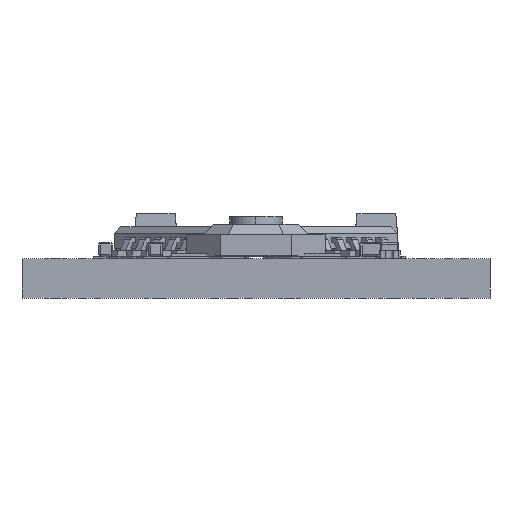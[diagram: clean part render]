
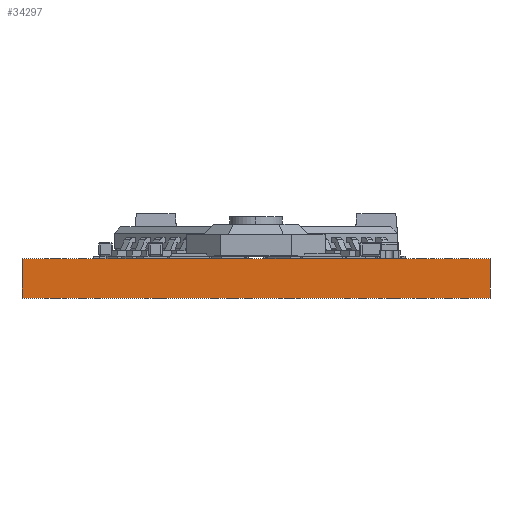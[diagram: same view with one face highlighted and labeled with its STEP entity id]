
A CAD part, front view. The second image highlights one B-rep face of the part: STEP entity #34297.
In plain terms, the highlighted planar face has unit normal (0, -1, 0).
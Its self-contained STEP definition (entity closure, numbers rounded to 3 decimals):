
#32099 = VERTEX_POINT('',#32100);
#32100 = CARTESIAN_POINT('',(17.78,0.,1.5));
#32117 = VERTEX_POINT('',#32118);
#32118 = CARTESIAN_POINT('',(0.,0.,1.5));
#32124 = EDGE_CURVE('',#32117,#32099,#32125,.T.);
#32125 = LINE('',#32126,#32127);
#32126 = CARTESIAN_POINT('',(0.,0.,1.5));
#32127 = VECTOR('',#32128,1.);
#32128 = DIRECTION('',(1.,0.,0.));
#33665 = VERTEX_POINT('',#33666);
#33666 = CARTESIAN_POINT('',(17.78,0.,0.));
#33681 = EDGE_CURVE('',#32099,#33665,#33682,.T.);
#33682 = LINE('',#33683,#33684);
#33683 = CARTESIAN_POINT('',(17.78,0.,1.5));
#33684 = VECTOR('',#33685,1.);
#33685 = DIRECTION('',(0.,0.,-1.));
#33720 = VERTEX_POINT('',#33721);
#33721 = CARTESIAN_POINT('',(0.,0.,0.));
#33727 = EDGE_CURVE('',#32117,#33720,#33728,.T.);
#33728 = LINE('',#33729,#33730);
#33729 = CARTESIAN_POINT('',(0.,0.,1.5));
#33730 = VECTOR('',#33731,1.);
#33731 = DIRECTION('',(0.,0.,-1.));
#34297 = ADVANCED_FACE('',(#34298),#34309,.F.);
#34298 = FACE_BOUND('',#34299,.T.);
#34299 = EDGE_LOOP('',(#34300,#34306,#34307,#34308));
#34300 = ORIENTED_EDGE('',*,*,#34301,.T.);
#34301 = EDGE_CURVE('',#33720,#33665,#34302,.T.);
#34302 = LINE('',#34303,#34304);
#34303 = CARTESIAN_POINT('',(0.,0.,0.));
#34304 = VECTOR('',#34305,1.);
#34305 = DIRECTION('',(1.,0.,0.));
#34306 = ORIENTED_EDGE('',*,*,#33681,.F.);
#34307 = ORIENTED_EDGE('',*,*,#32124,.F.);
#34308 = ORIENTED_EDGE('',*,*,#33727,.T.);
#34309 = PLANE('',#34310);
#34310 = AXIS2_PLACEMENT_3D('',#34311,#34312,#34313);
#34311 = CARTESIAN_POINT('',(0.,0.,1.5));
#34312 = DIRECTION('',(0.,1.,0.));
#34313 = DIRECTION('',(0.,-0.,1.));
